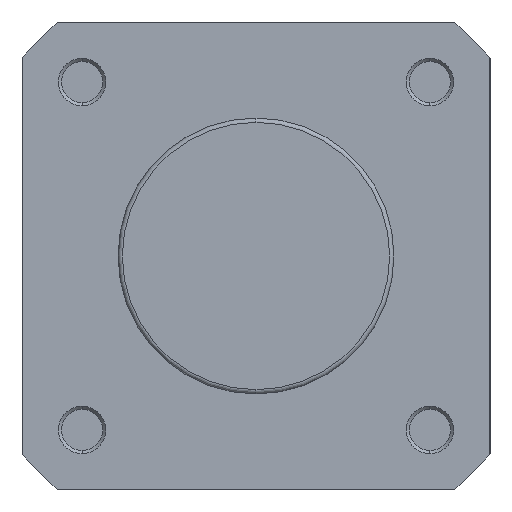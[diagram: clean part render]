
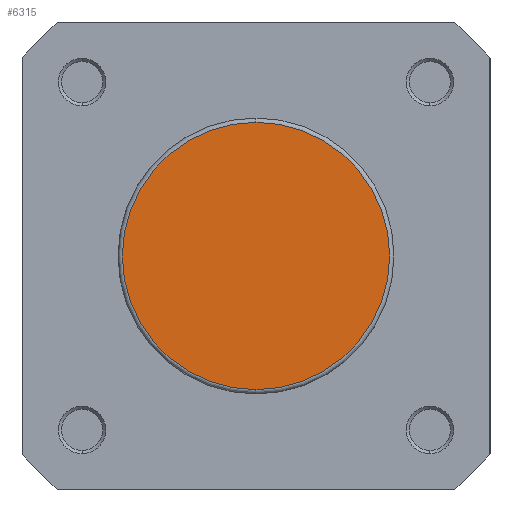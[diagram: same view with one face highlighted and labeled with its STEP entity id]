
A CAD part, left-side view. The second image highlights one B-rep face of the part: STEP entity #6315.
In plain terms, the highlighted planar face has unit normal (-1, 0, 0).
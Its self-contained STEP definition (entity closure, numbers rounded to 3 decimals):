
#714 = CIRCLE ( 'NONE', #5713, 21.7 ) ;
#718 = CIRCLE ( 'NONE', #5714, 21.7 ) ;
#803 = FACE_OUTER_BOUND ( 'NONE', #1041, .T. ) ;
#1041 = EDGE_LOOP ( 'NONE', ( #1425, #1424 ) ) ;
#1424 = ORIENTED_EDGE ( 'NONE', *, *, #6266, .T. ) ;
#1425 = ORIENTED_EDGE ( 'NONE', *, *, #6264, .T. ) ;
#2030 = VERTEX_POINT ( 'NONE', #2332 ) ;
#2031 = VERTEX_POINT ( 'NONE', #2333 ) ;
#2332 = CARTESIAN_POINT ( 'NONE',  ( 0., 0., 21.7 ) ) ;
#2333 = CARTESIAN_POINT ( 'NONE',  ( 0., 0., -21.7 ) ) ;
#4232 = CARTESIAN_POINT ( 'NONE',  ( 0., 0., 0. ) ) ;
#4234 = CARTESIAN_POINT ( 'NONE',  ( 0., 0., 0. ) ) ;
#4235 = DIRECTION ( 'NONE',  ( -1., 0., 0. ) ) ;
#4236 = DIRECTION ( 'NONE',  ( 0., 0., -1. ) ) ;
#4242 = DIRECTION ( 'NONE',  ( -1., 0., 0. ) ) ;
#4243 = DIRECTION ( 'NONE',  ( 0., 0., -1. ) ) ;
#4357 = CARTESIAN_POINT ( 'NONE',  ( 0., 22.4, 0. ) ) ;
#4371 = PLANE ( 'NONE',  #5745 ) ;
#4379 = DIRECTION ( 'NONE',  ( 1., 0., 0. ) ) ;
#4380 = DIRECTION ( 'NONE',  ( 0., 0., -1. ) ) ;
#5713 = AXIS2_PLACEMENT_3D ( 'NONE', #4234, #4235, #4236 ) ;
#5714 = AXIS2_PLACEMENT_3D ( 'NONE', #4232, #4242, #4243 ) ;
#5745 = AXIS2_PLACEMENT_3D ( 'NONE', #4357, #4379, #4380 ) ;
#6264 = EDGE_CURVE ( 'NONE', #2031, #2030, #714, .T. ) ;
#6266 = EDGE_CURVE ( 'NONE', #2030, #2031, #718, .T. ) ;
#6315 = ADVANCED_FACE ( 'NONE', ( #803 ), #4371, .F. ) ;
